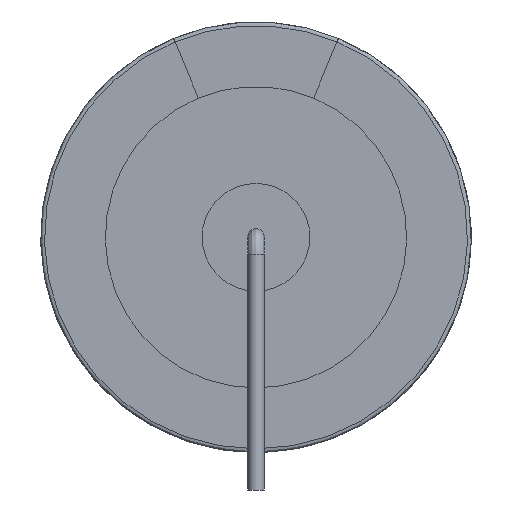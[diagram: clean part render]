
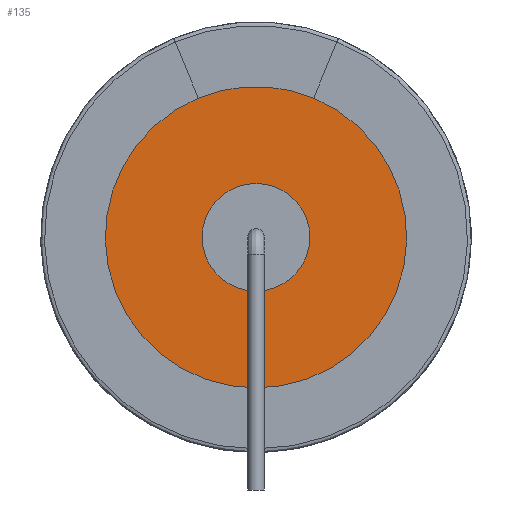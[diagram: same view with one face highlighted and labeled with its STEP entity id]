
A CAD part, left-side view. The second image highlights one B-rep face of the part: STEP entity #135.
In plain terms, the highlighted planar face has unit normal (-1, 0, 0).
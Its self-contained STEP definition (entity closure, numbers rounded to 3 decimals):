
#108=DIRECTION('',(1.,-0.,0.));
#109=DIRECTION('',(0.,0.,-1.));
#116=DIRECTION('',(1.,0.,0.));
#120=ORIENTED_EDGE('',*,*,#121,.F.);
#121=EDGE_CURVE('',#122,#122,#124,.T.);
#122=VERTEX_POINT('',#123);
#123=CARTESIAN_POINT('',(-33.3,0.,8.625));
#124=CIRCLE('',#125,2.875);
#125=AXIS2_PLACEMENT_3D('',#126,#108,#109);
#126=CARTESIAN_POINT('',(-33.3,0.,11.5));
#135=ADVANCED_FACE('',(#136,#151),#153,.F.);
#136=FACE_BOUND('',#137,.F.);
#137=EDGE_LOOP('',(#138,#145,#149));
#138=ORIENTED_EDGE('',*,*,#139,.T.);
#139=EDGE_CURVE('',#140,#142,#144,.T.);
#140=VERTEX_POINT('',#141);
#141=CARTESIAN_POINT('',(-33.3,0.,3.45));
#142=VERTEX_POINT('',#143);
#143=CARTESIAN_POINT('',(-33.3,3.081,18.937));
#144=CIRCLE('',#125,8.05);
#145=ORIENTED_EDGE('',*,*,#146,.T.);
#146=EDGE_CURVE('',#142,#147,#144,.T.);
#147=VERTEX_POINT('',#148);
#148=CARTESIAN_POINT('',(-33.3,-3.081,18.937));
#149=ORIENTED_EDGE('',*,*,#150,.T.);
#150=EDGE_CURVE('',#147,#140,#144,.T.);
#151=FACE_BOUND('',#152,.F.);
#152=EDGE_LOOP('',(#120));
#153=PLANE('',#154);
#154=AXIS2_PLACEMENT_3D('',#155,#116,#109);
#155=CARTESIAN_POINT('',(-33.3,0.,11.5));
